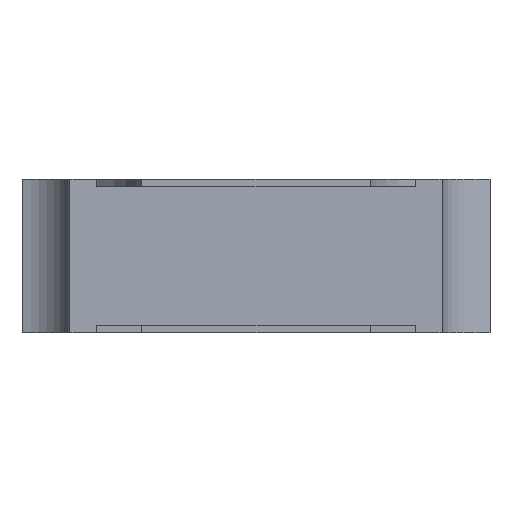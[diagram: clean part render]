
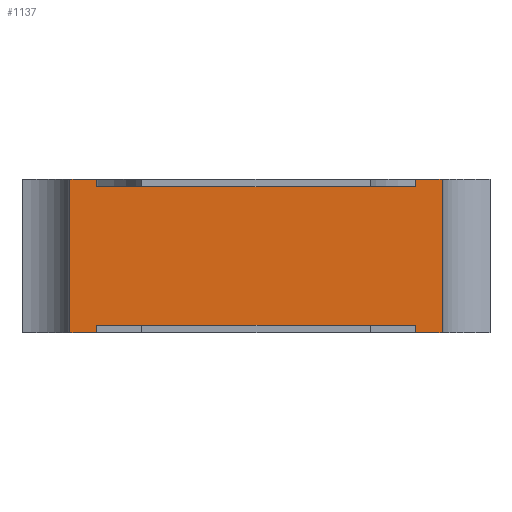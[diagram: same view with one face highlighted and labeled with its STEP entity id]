
A CAD part, front view. The second image highlights one B-rep face of the part: STEP entity #1137.
In plain terms, the highlighted planar face has unit normal (0, -1, 0).
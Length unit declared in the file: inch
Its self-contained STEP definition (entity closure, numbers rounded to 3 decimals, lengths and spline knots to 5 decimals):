
#9 = VECTOR ( 'NONE', #1662, 39.37008 ) ;
#37 = DIRECTION ( 'NONE',  ( -1., 0., 0. ) ) ;
#62 = CARTESIAN_POINT ( 'NONE',  ( -0.065, -0.05, 0.041 ) ) ;
#138 = LINE ( 'NONE', #1955, #813 ) ;
#150 = ORIENTED_EDGE ( 'NONE', *, *, #2120, .F. ) ;
#154 = CARTESIAN_POINT ( 'NONE',  ( 0.0497, -0.05, 0.002 ) ) ;
#167 = VECTOR ( 'NONE', #2006, 39.37008 ) ;
#182 = DIRECTION ( 'NONE',  ( 1., 0., 0. ) ) ;
#211 = LINE ( 'NONE', #2080, #1629 ) ;
#262 = CARTESIAN_POINT ( 'NONE',  ( 0.0497, -0.05, 0.041 ) ) ;
#275 = VECTOR ( 'NONE', #182, 39.37008 ) ;
#315 = CARTESIAN_POINT ( 'NONE',  ( -0.0497, -0.05, 0.002 ) ) ;
#348 = CARTESIAN_POINT ( 'NONE',  ( 0.0497, -0.05, 0. ) ) ;
#366 = CARTESIAN_POINT ( 'NONE',  ( -0.0425, -0.05, 0.039 ) ) ;
#369 = ORIENTED_EDGE ( 'NONE', *, *, #1430, .T. ) ;
#387 = DIRECTION ( 'NONE',  ( -1., 0., 0. ) ) ;
#401 = EDGE_CURVE ( 'NONE', #1591, #1171, #2012, .T. ) ;
#443 = VERTEX_POINT ( 'NONE', #1038 ) ;
#462 = DIRECTION ( 'NONE',  ( 0., 0., 1. ) ) ;
#516 = ORIENTED_EDGE ( 'NONE', *, *, #2081, .T. ) ;
#534 = CARTESIAN_POINT ( 'NONE',  ( 0.0497, -0.05, 0.002 ) ) ;
#545 = CARTESIAN_POINT ( 'NONE',  ( -0.0497, -0.05, 0. ) ) ;
#559 = CARTESIAN_POINT ( 'NONE',  ( 0.0425, -0.05, 0.002 ) ) ;
#589 = VERTEX_POINT ( 'NONE', #366 ) ;
#591 = LINE ( 'NONE', #559, #955 ) ;
#597 = LINE ( 'NONE', #1355, #772 ) ;
#599 = EDGE_CURVE ( 'NONE', #1782, #1171, #2255, .T. ) ;
#637 = ORIENTED_EDGE ( 'NONE', *, *, #2381, .F. ) ;
#639 = LINE ( 'NONE', #1256, #1523 ) ;
#644 = EDGE_CURVE ( 'NONE', #1895, #589, #211, .T. ) ;
#647 = VECTOR ( 'NONE', #2157, 39.37008 ) ;
#688 = DIRECTION ( 'NONE',  ( -1., 0., 0. ) ) ;
#772 = VECTOR ( 'NONE', #1168, 39.37008 ) ;
#781 = DIRECTION ( 'NONE',  ( 1., 0., 0. ) ) ;
#813 = VECTOR ( 'NONE', #462, 39.37008 ) ;
#830 = ORIENTED_EDGE ( 'NONE', *, *, #1539, .T. ) ;
#875 = VECTOR ( 'NONE', #688, 39.37008 ) ;
#879 = ORIENTED_EDGE ( 'NONE', *, *, #1018, .T. ) ;
#909 = CARTESIAN_POINT ( 'NONE',  ( -0.0497, -0.05, 0.041 ) ) ;
#930 = VERTEX_POINT ( 'NONE', #1143 ) ;
#952 = VERTEX_POINT ( 'NONE', #1133 ) ;
#955 = VECTOR ( 'NONE', #781, 39.37008 ) ;
#996 = ORIENTED_EDGE ( 'NONE', *, *, #2335, .T. ) ;
#1018 = EDGE_CURVE ( 'NONE', #1938, #443, #591, .T. ) ;
#1038 = CARTESIAN_POINT ( 'NONE',  ( 0.0425, -0.05, 0.002 ) ) ;
#1055 = DIRECTION ( 'NONE',  ( 0., 0., 1. ) ) ;
#1095 = FACE_OUTER_BOUND ( 'NONE', #1204, .T. ) ;
#1119 = VECTOR ( 'NONE', #1587, 39.37008 ) ;
#1126 = CARTESIAN_POINT ( 'NONE',  ( 0.0497, -0.05, 0. ) ) ;
#1133 = CARTESIAN_POINT ( 'NONE',  ( -0.0425, -0.05, 0.041 ) ) ;
#1137 = ADVANCED_FACE ( 'NONE', ( #1095 ), #1802, .F. ) ;
#1143 = CARTESIAN_POINT ( 'NONE',  ( -0.0425, -0.05, 0. ) ) ;
#1151 = CARTESIAN_POINT ( 'NONE',  ( 0.0425, -0.05, 0.039 ) ) ;
#1168 = DIRECTION ( 'NONE',  ( 0., 0., 1. ) ) ;
#1171 = VERTEX_POINT ( 'NONE', #348 ) ;
#1204 = EDGE_LOOP ( 'NONE', ( #637, #2148, #2062, #1279, #369, #516, #150, #879, #996, #1363, #1482, #830 ) ) ;
#1214 = CARTESIAN_POINT ( 'NONE',  ( 0.0425, -0.05, 0.002 ) ) ;
#1256 = CARTESIAN_POINT ( 'NONE',  ( -0.0425, -0.05, 0.002 ) ) ;
#1279 = ORIENTED_EDGE ( 'NONE', *, *, #1495, .T. ) ;
#1289 = VERTEX_POINT ( 'NONE', #545 ) ;
#1293 = CARTESIAN_POINT ( 'NONE',  ( 0.0425, -0.05, 0. ) ) ;
#1308 = AXIS2_PLACEMENT_3D ( 'NONE', #534, #2376, #1055 ) ;
#1344 = VERTEX_POINT ( 'NONE', #1728 ) ;
#1355 = CARTESIAN_POINT ( 'NONE',  ( -0.0425, -0.05, 0.039 ) ) ;
#1363 = ORIENTED_EDGE ( 'NONE', *, *, #599, .T. ) ;
#1430 = EDGE_CURVE ( 'NONE', #1925, #1289, #2326, .T. ) ;
#1482 = ORIENTED_EDGE ( 'NONE', *, *, #401, .F. ) ;
#1495 = EDGE_CURVE ( 'NONE', #952, #1925, #1632, .T. ) ;
#1523 = VECTOR ( 'NONE', #1999, 39.37008 ) ;
#1539 = EDGE_CURVE ( 'NONE', #1591, #1344, #2165, .T. ) ;
#1548 = VECTOR ( 'NONE', #37, 39.37008 ) ;
#1587 = DIRECTION ( 'NONE',  ( 1., 0., 0. ) ) ;
#1591 = VERTEX_POINT ( 'NONE', #262 ) ;
#1609 = CARTESIAN_POINT ( 'NONE',  ( 0.0497, -0.05, 0. ) ) ;
#1629 = VECTOR ( 'NONE', #387, 39.37008 ) ;
#1632 = LINE ( 'NONE', #2378, #875 ) ;
#1662 = DIRECTION ( 'NONE',  ( 0., 0., -1. ) ) ;
#1673 = CARTESIAN_POINT ( 'NONE',  ( -0.0425, -0.05, 0.002 ) ) ;
#1728 = CARTESIAN_POINT ( 'NONE',  ( 0.0425, -0.05, 0.041 ) ) ;
#1782 = VERTEX_POINT ( 'NONE', #1293 ) ;
#1802 = PLANE ( 'NONE',  #1308 ) ;
#1895 = VERTEX_POINT ( 'NONE', #1151 ) ;
#1925 = VERTEX_POINT ( 'NONE', #909 ) ;
#1938 = VERTEX_POINT ( 'NONE', #1673 ) ;
#1955 = CARTESIAN_POINT ( 'NONE',  ( 0.0425, -0.05, 0.039 ) ) ;
#1999 = DIRECTION ( 'NONE',  ( 0., 0., -1. ) ) ;
#2006 = DIRECTION ( 'NONE',  ( 0., 0., -1. ) ) ;
#2012 = LINE ( 'NONE', #154, #9 ) ;
#2062 = ORIENTED_EDGE ( 'NONE', *, *, #2291, .T. ) ;
#2080 = CARTESIAN_POINT ( 'NONE',  ( -0.065, -0.05, 0.039 ) ) ;
#2081 = EDGE_CURVE ( 'NONE', #1289, #930, #2372, .T. ) ;
#2120 = EDGE_CURVE ( 'NONE', #1938, #930, #639, .T. ) ;
#2148 = ORIENTED_EDGE ( 'NONE', *, *, #644, .T. ) ;
#2157 = DIRECTION ( 'NONE',  ( 0., 0., -1. ) ) ;
#2165 = LINE ( 'NONE', #62, #1548 ) ;
#2255 = LINE ( 'NONE', #1126, #275 ) ;
#2291 = EDGE_CURVE ( 'NONE', #589, #952, #597, .T. ) ;
#2326 = LINE ( 'NONE', #315, #167 ) ;
#2335 = EDGE_CURVE ( 'NONE', #443, #1782, #2342, .T. ) ;
#2342 = LINE ( 'NONE', #1214, #647 ) ;
#2372 = LINE ( 'NONE', #1609, #1119 ) ;
#2376 = DIRECTION ( 'NONE',  ( 0., 1., 0. ) ) ;
#2378 = CARTESIAN_POINT ( 'NONE',  ( -0.065, -0.05, 0.041 ) ) ;
#2381 = EDGE_CURVE ( 'NONE', #1895, #1344, #138, .T. ) ;
